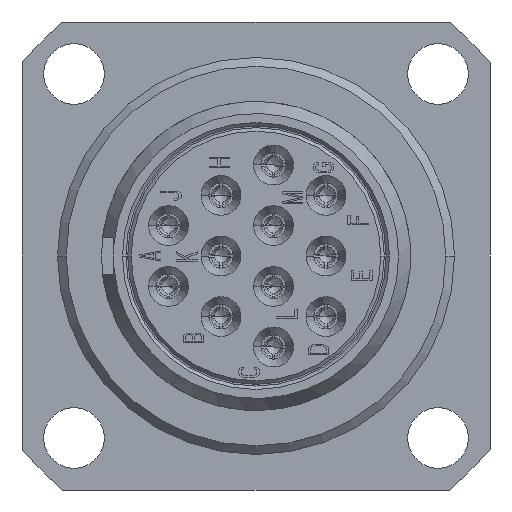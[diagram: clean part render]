
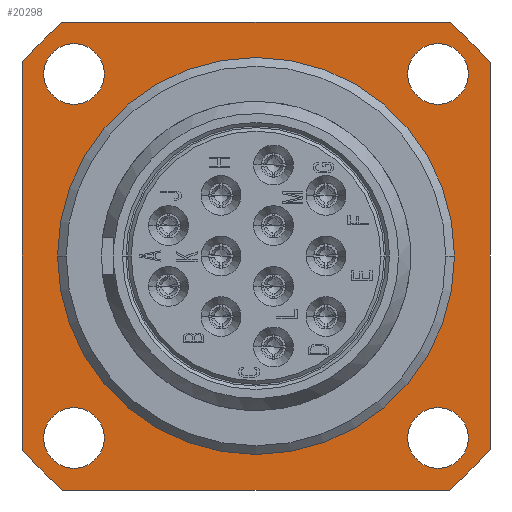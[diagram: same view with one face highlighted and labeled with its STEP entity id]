
A CAD part, left-side view. The second image highlights one B-rep face of the part: STEP entity #20298.
In plain terms, the highlighted planar face has unit normal (-1, 0, 0).
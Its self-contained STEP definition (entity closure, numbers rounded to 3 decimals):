
#305=CARTESIAN_POINT('',(0.7,0.,0.));
#306=DIRECTION('',(1.,0.,0.));
#307=DIRECTION('',(0.,1.,0.));
#308=AXIS2_PLACEMENT_3D('',#305,#306,#307);
#318=CARTESIAN_POINT('',(0.7,0.,0.));
#319=DIRECTION('',(1.,0.,0.));
#320=DIRECTION('',(0.,-1.,0.));
#321=AXIS2_PLACEMENT_3D('',#318,#319,#320);
#323=DIRECTION('',(0.,1.,0.));
#324=VECTOR('',#323,22.271);
#325=CARTESIAN_POINT('',(0.7,-11.136,13.5));
#326=LINE('1846',#325,#324);
#327=CARTESIAN_POINT('',(0.7,0.,0.));
#328=DIRECTION('',(1.,0.,0.));
#329=DIRECTION('',(0.,-0.636,0.771));
#330=AXIS2_PLACEMENT_3D('',#327,#328,#329);
#332=DIRECTION('',(0.,0.,1.));
#333=VECTOR('',#332,22.271);
#334=CARTESIAN_POINT('',(0.7,-13.5,-11.136));
#335=LINE('1847',#334,#333);
#336=CARTESIAN_POINT('',(0.7,0.,0.));
#337=DIRECTION('',(1.,0.,0.));
#338=DIRECTION('',(0.,-0.771,-0.636));
#339=AXIS2_PLACEMENT_3D('',#336,#337,#338);
#341=DIRECTION('',(0.,-1.,0.));
#342=VECTOR('',#341,22.271);
#343=CARTESIAN_POINT('',(0.7,11.136,-13.5));
#344=LINE('1848',#343,#342);
#345=CARTESIAN_POINT('',(0.7,0.,0.));
#346=DIRECTION('',(1.,0.,0.));
#347=DIRECTION('',(0.,0.636,-0.771));
#348=AXIS2_PLACEMENT_3D('',#345,#346,#347);
#350=DIRECTION('',(0.,0.,-1.));
#351=VECTOR('',#350,22.271);
#352=CARTESIAN_POINT('',(0.7,13.5,11.136));
#353=LINE('1849',#352,#351);
#354=CARTESIAN_POINT('',(0.7,0.,0.));
#355=DIRECTION('',(1.,0.,0.));
#356=DIRECTION('',(0.,0.771,0.636));
#357=AXIS2_PLACEMENT_3D('',#354,#355,#356);
#359=CARTESIAN_POINT('',(0.7,10.5,-10.5));
#360=DIRECTION('',(-1.,0.,0.));
#361=DIRECTION('',(0.,0.,-1.));
#362=AXIS2_PLACEMENT_3D('',#359,#360,#361);
#364=CARTESIAN_POINT('',(0.7,10.5,-10.5));
#365=DIRECTION('',(-1.,0.,0.));
#366=DIRECTION('',(0.,0.,1.));
#367=AXIS2_PLACEMENT_3D('',#364,#365,#366);
#369=CARTESIAN_POINT('',(0.7,10.5,10.5));
#370=DIRECTION('',(-1.,0.,0.));
#371=DIRECTION('',(0.,0.,-1.));
#372=AXIS2_PLACEMENT_3D('',#369,#370,#371);
#374=CARTESIAN_POINT('',(0.7,10.5,10.5));
#375=DIRECTION('',(-1.,0.,0.));
#376=DIRECTION('',(0.,0.,1.));
#377=AXIS2_PLACEMENT_3D('',#374,#375,#376);
#379=CARTESIAN_POINT('',(0.7,-10.5,-10.5));
#380=DIRECTION('',(-1.,0.,0.));
#381=DIRECTION('',(0.,0.,-1.));
#382=AXIS2_PLACEMENT_3D('',#379,#380,#381);
#384=CARTESIAN_POINT('',(0.7,-10.5,-10.5));
#385=DIRECTION('',(-1.,0.,0.));
#386=DIRECTION('',(0.,0.,1.));
#387=AXIS2_PLACEMENT_3D('',#384,#385,#386);
#389=CARTESIAN_POINT('',(0.7,-10.5,10.5));
#390=DIRECTION('',(-1.,0.,0.));
#391=DIRECTION('',(0.,0.,-1.));
#392=AXIS2_PLACEMENT_3D('',#389,#390,#391);
#394=CARTESIAN_POINT('',(0.7,-10.5,10.5));
#395=DIRECTION('',(-1.,0.,0.));
#396=DIRECTION('',(0.,0.,1.));
#397=AXIS2_PLACEMENT_3D('',#394,#395,#396);
#16063=CARTESIAN_POINT('',(0.7,11.45,0.));
#16064=VERTEX_POINT('',#16063);
#16065=CARTESIAN_POINT('',(0.7,-11.45,0.));
#16066=VERTEX_POINT('',#16065);
#16083=CARTESIAN_POINT('',(0.7,10.5,-12.25));
#16084=CARTESIAN_POINT('',(0.7,10.5,-8.75));
#16085=VERTEX_POINT('',#16083);
#16086=VERTEX_POINT('',#16084);
#16087=CARTESIAN_POINT('',(0.7,10.5,8.75));
#16088=CARTESIAN_POINT('',(0.7,10.5,12.25));
#16089=VERTEX_POINT('',#16087);
#16090=VERTEX_POINT('',#16088);
#16091=CARTESIAN_POINT('',(0.7,-10.5,-12.25));
#16092=CARTESIAN_POINT('',(0.7,-10.5,-8.75));
#16093=VERTEX_POINT('',#16091);
#16094=VERTEX_POINT('',#16092);
#16095=CARTESIAN_POINT('',(0.7,-10.5,8.75));
#16096=CARTESIAN_POINT('',(0.7,-10.5,12.25));
#16097=VERTEX_POINT('',#16095);
#16098=VERTEX_POINT('',#16096);
#16194=CARTESIAN_POINT('',(0.7,-11.136,13.5));
#16195=CARTESIAN_POINT('',(0.7,11.136,13.5));
#16196=VERTEX_POINT('',#16194);
#16197=VERTEX_POINT('',#16195);
#16198=CARTESIAN_POINT('',(0.7,-13.5,-11.136));
#16199=CARTESIAN_POINT('',(0.7,-13.5,11.136));
#16200=VERTEX_POINT('',#16198);
#16201=VERTEX_POINT('',#16199);
#16202=CARTESIAN_POINT('',(0.7,11.136,-13.5));
#16203=CARTESIAN_POINT('',(0.7,-11.136,-13.5));
#16204=VERTEX_POINT('',#16202);
#16205=VERTEX_POINT('',#16203);
#16206=CARTESIAN_POINT('',(0.7,13.5,11.136));
#16207=CARTESIAN_POINT('',(0.7,13.5,-11.136));
#16208=VERTEX_POINT('',#16206);
#16209=VERTEX_POINT('',#16207);
#20247=CARTESIAN_POINT('',(0.7,0.,0.));
#20248=DIRECTION('',(1.,0.,0.));
#20249=DIRECTION('',(0.,0.,-1.));
#20250=AXIS2_PLACEMENT_3D('',#20247,#20248,#20249);
#20251=PLANE('287',#20250);
#20253=ORIENTED_EDGE('1846',*,*,#20252,.F.);
#20255=ORIENTED_EDGE('1903',*,*,#20254,.T.);
#20257=ORIENTED_EDGE('1847',*,*,#20256,.F.);
#20259=ORIENTED_EDGE('1902',*,*,#20258,.T.);
#20261=ORIENTED_EDGE('1848',*,*,#20260,.F.);
#20263=ORIENTED_EDGE('1901',*,*,#20262,.T.);
#20265=ORIENTED_EDGE('1849',*,*,#20264,.F.);
#20267=ORIENTED_EDGE('1890',*,*,#20266,.T.);
#20268=EDGE_LOOP('287',(#20253,#20255,#20257,#20259,#20261,#20263,#20265,
#20267));
#20269=FACE_OUTER_BOUND('287',#20268,.F.);
#20271=ORIENTED_EDGE('1762',*,*,#20270,.T.);
#20273=ORIENTED_EDGE('1763',*,*,#20272,.T.);
#20274=EDGE_LOOP('287',(#20271,#20273));
#20275=FACE_BOUND('287',#20274,.F.);
#20277=ORIENTED_EDGE('1764',*,*,#20276,.T.);
#20279=ORIENTED_EDGE('1765',*,*,#20278,.T.);
#20280=EDGE_LOOP('287',(#20277,#20279));
#20281=FACE_BOUND('287',#20280,.F.);
#20283=ORIENTED_EDGE('1766',*,*,#20282,.T.);
#20285=ORIENTED_EDGE('1767',*,*,#20284,.T.);
#20286=EDGE_LOOP('287',(#20283,#20285));
#20287=FACE_BOUND('287',#20286,.F.);
#20289=ORIENTED_EDGE('1768',*,*,#20288,.T.);
#20291=ORIENTED_EDGE('1769',*,*,#20290,.T.);
#20292=EDGE_LOOP('287',(#20289,#20291));
#20293=FACE_BOUND('287',#20292,.F.);
#20294=ORIENTED_EDGE('1752',*,*,#20212,.F.);
#20295=ORIENTED_EDGE('1753',*,*,#20235,.F.);
#20296=EDGE_LOOP('287',(#20294,#20295));
#20297=FACE_BOUND('287',#20296,.F.);
#309=CIRCLE('1752',#308,11.45);
#322=CIRCLE('1753',#321,11.45);
#331=CIRCLE('1903',#330,17.5);
#340=CIRCLE('1902',#339,17.5);
#349=CIRCLE('1901',#348,17.5);
#358=CIRCLE('1890',#357,17.5);
#363=CIRCLE('1762',#362,1.75);
#368=CIRCLE('1763',#367,1.75);
#373=CIRCLE('1764',#372,1.75);
#378=CIRCLE('1765',#377,1.75);
#383=CIRCLE('1766',#382,1.75);
#388=CIRCLE('1767',#387,1.75);
#393=CIRCLE('1768',#392,1.75);
#398=CIRCLE('1769',#397,1.75);
#20212=EDGE_CURVE('1752',#16064,#16066,#309,.T.);
#20235=EDGE_CURVE('1753',#16066,#16064,#322,.T.);
#20252=EDGE_CURVE('1846',#16196,#16197,#326,.T.);
#20254=EDGE_CURVE('1903',#16196,#16201,#331,.T.);
#20256=EDGE_CURVE('1847',#16200,#16201,#335,.T.);
#20258=EDGE_CURVE('1902',#16200,#16205,#340,.T.);
#20260=EDGE_CURVE('1848',#16204,#16205,#344,.T.);
#20262=EDGE_CURVE('1901',#16204,#16209,#349,.T.);
#20264=EDGE_CURVE('1849',#16208,#16209,#353,.T.);
#20266=EDGE_CURVE('1890',#16208,#16197,#358,.T.);
#20270=EDGE_CURVE('1762',#16085,#16086,#363,.T.);
#20272=EDGE_CURVE('1763',#16086,#16085,#368,.T.);
#20276=EDGE_CURVE('1764',#16089,#16090,#373,.T.);
#20278=EDGE_CURVE('1765',#16090,#16089,#378,.T.);
#20282=EDGE_CURVE('1766',#16093,#16094,#383,.T.);
#20284=EDGE_CURVE('1767',#16094,#16093,#388,.T.);
#20288=EDGE_CURVE('1768',#16097,#16098,#393,.T.);
#20290=EDGE_CURVE('1769',#16098,#16097,#398,.T.);
#20298=ADVANCED_FACE('287',(#20269,#20275,#20281,#20287,#20293,#20297),#20251,
.F.);
